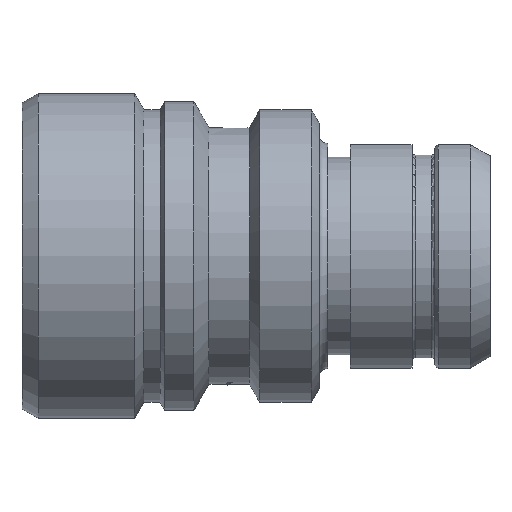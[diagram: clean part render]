
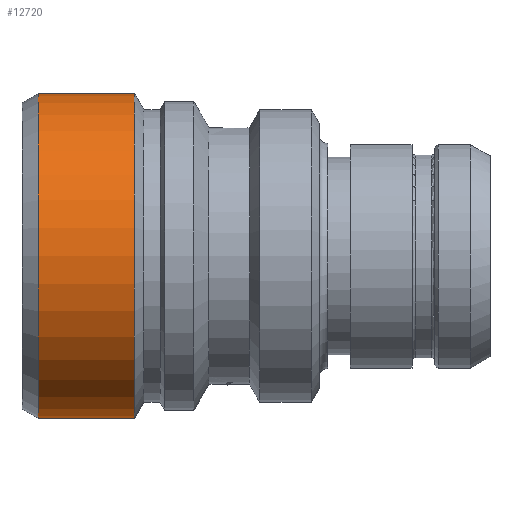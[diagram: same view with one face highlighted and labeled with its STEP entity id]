
A CAD part, top view. The second image highlights one B-rep face of the part: STEP entity #12720.
In plain terms, the highlighted cylindrical face has radius 10 mm (diameter 20 mm), a partial arc.
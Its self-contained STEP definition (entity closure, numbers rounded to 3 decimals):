
#368=CARTESIAN_POINT('',(1.,0.,0.));
#369=DIRECTION('',(1.,0.,0.));
#370=DIRECTION('',(0.,1.,0.));
#371=AXIS2_PLACEMENT_3D('',#368,#369,#370);
#373=CARTESIAN_POINT('',(6.923,0.,0.));
#374=DIRECTION('',(1.,0.,0.));
#375=DIRECTION('',(0.,1.,0.));
#376=AXIS2_PLACEMENT_3D('',#373,#374,#375);
#378=DIRECTION('',(-1.,0.,0.));
#379=VECTOR('',#378,5.923);
#380=CARTESIAN_POINT('',(6.923,10.,0.));
#381=LINE('1120',#380,#379);
#382=DIRECTION('',(-1.,0.,0.));
#383=VECTOR('',#382,5.923);
#384=CARTESIAN_POINT('',(6.923,-10.,0.));
#385=LINE('1134',#384,#383);
#10213=CARTESIAN_POINT('',(6.923,10.,0.));
#10214=VERTEX_POINT('',#10213);
#10215=CARTESIAN_POINT('',(1.,10.,0.));
#10216=VERTEX_POINT('',#10215);
#10249=CARTESIAN_POINT('',(6.923,-10.,0.));
#10250=VERTEX_POINT('',#10249);
#10251=CARTESIAN_POINT('',(1.,-10.,0.));
#10252=VERTEX_POINT('',#10251);
#12706=CARTESIAN_POINT('',(-1.44,0.,0.));
#12707=DIRECTION('',(1.,0.,0.));
#12708=DIRECTION('',(0.,-1.,0.));
#12709=AXIS2_PLACEMENT_3D('',#12706,#12707,#12708);
#12710=CYLINDRICAL_SURFACE('277',#12709,10.);
#12712=ORIENTED_EDGE('1120',*,*,#12711,.F.);
#12714=ORIENTED_EDGE('1152',*,*,#12713,.T.);
#12716=ORIENTED_EDGE('1134',*,*,#12715,.T.);
#12717=ORIENTED_EDGE('1153',*,*,#12692,.F.);
#12718=EDGE_LOOP('277',(#12712,#12714,#12716,#12717));
#12719=FACE_OUTER_BOUND('277',#12718,.F.);
#372=CIRCLE('1153',#371,10.);
#377=CIRCLE('1152',#376,10.);
#12692=EDGE_CURVE('1153',#10216,#10252,#372,.T.);
#12711=EDGE_CURVE('1120',#10214,#10216,#381,.T.);
#12713=EDGE_CURVE('1152',#10214,#10250,#377,.T.);
#12715=EDGE_CURVE('1134',#10250,#10252,#385,.T.);
#12720=ADVANCED_FACE('277',(#12719),#12710,.T.);
